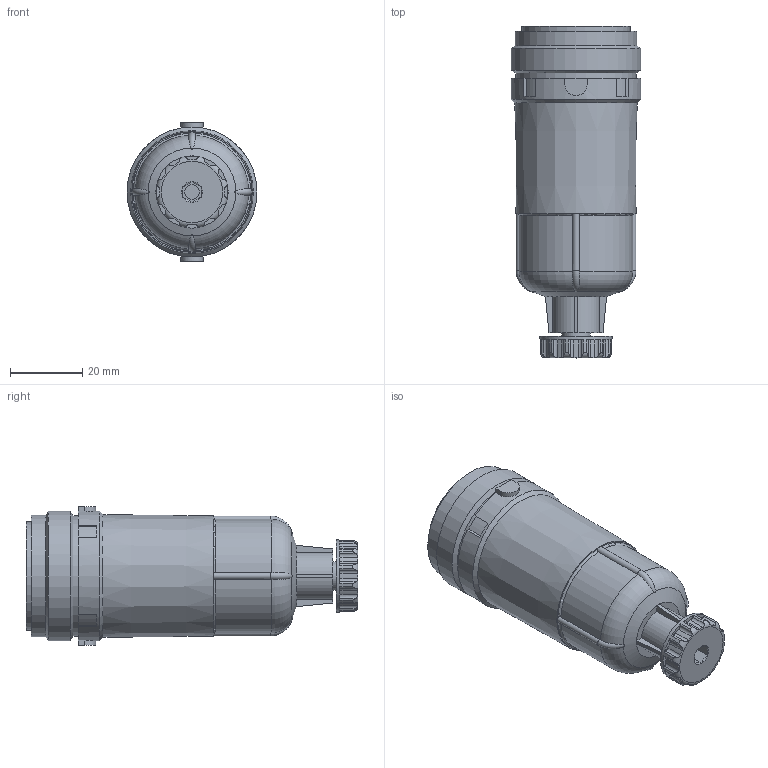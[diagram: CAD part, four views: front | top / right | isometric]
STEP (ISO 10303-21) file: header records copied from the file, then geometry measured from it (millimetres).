
FILE_DESCRIPTION( ( 'STEP AP214' ), ' ' );
FILE_NAME( '9.9900.00.038.stp', '2017-01-20T09:23:57', ( '' ), ( '' ), ' ', 'PARTsolutions', ' ' );
FILE_SCHEMA( ( 'AUTOMOTIVE_DESIGN { 1 0 10303 214 1 1 1 1 }' ) );
Length unit declared in the file: millimetre
Products named in the file (3): 9.9900.00.038; _9.9900.00.038_G; _9.9900.00.038_A
Assembly tree (2 placements, depth 2):
  9.9900.00.038
    _9.9900.00.038_G
    _9.9900.00.038_A
Bounding box: 36 x 92 x 38.5 mm (x, y, z)
Volume: 67555.8 mm3; surface area: 11946.6 mm2
Topology: 2 solids, 2 shells, 179 faces, 483 edges, 315 vertices
Faces by surface type: cylinder 89, plane 67, torus 13, cone 9, sphere 1
Full cylindrical faces by diameter (mm): 4 x1, 7.6 x1, 8 x1, 8.566 x1, 9.728 x1, 20 x1, 30 x1, 33.3 x1, 33.6 x1, 36 x2
Entity records: 7594 total; most frequent: CARTESIAN_POINT 1728, DIRECTION 918, ORIENTED_EDGE 912, EDGE_CURVE 456, AXIS2_PLACEMENT_3D 364, VERTEX_POINT 310, EDGE_LOOP 208, FACE_OUTER_BOUND 192
